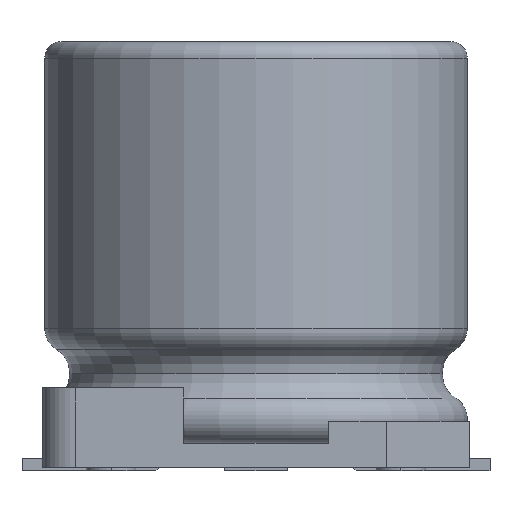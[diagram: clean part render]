
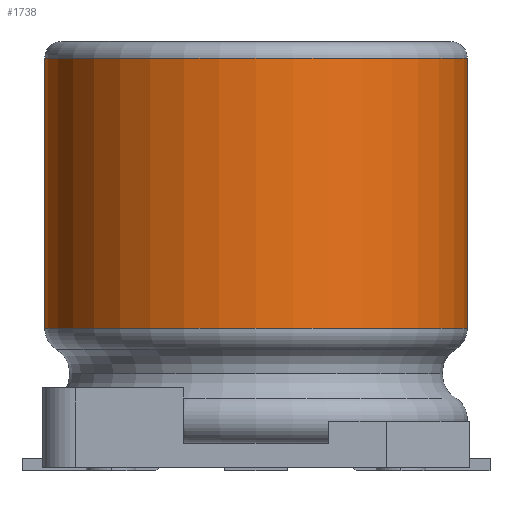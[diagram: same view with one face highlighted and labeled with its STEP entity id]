
A CAD part, front view. The second image highlights one B-rep face of the part: STEP entity #1738.
In plain terms, the highlighted cylindrical face has radius 5.1 mm (diameter 10.2 mm), a partial arc.
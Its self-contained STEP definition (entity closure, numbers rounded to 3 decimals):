
#149 = EDGE_LOOP ( 'NONE', ( #3084, #9939, #10890, #8606 ) ) ;
#209 = LINE ( 'NONE', #8432, #7346 ) ;
#360 = VECTOR ( 'NONE', #6041, 1000. ) ;
#1469 = CARTESIAN_POINT ( 'NONE',  ( 6.923, 0., 0. ) ) ;
#1738 = ADVANCED_FACE ( 'NONE', ( #8857 ), #14693, .T. ) ;
#2453 = CARTESIAN_POINT ( 'NONE',  ( 6.923, 0., 5.1 ) ) ;
#2483 = DIRECTION ( 'NONE',  ( 0., 0., 1. ) ) ;
#3084 = ORIENTED_EDGE ( 'NONE', *, *, #8746, .F. ) ;
#3405 = AXIS2_PLACEMENT_3D ( 'NONE', #7946, #6868, #5583 ) ;
#3526 = CARTESIAN_POINT ( 'NONE',  ( 0.4, 0., -5.1 ) ) ;
#3782 = EDGE_CURVE ( 'NONE', #12049, #11976, #11347, .T. ) ;
#4545 = LINE ( 'NONE', #7073, #360 ) ;
#5301 = EDGE_CURVE ( 'NONE', #6401, #9135, #10980, .T. ) ;
#5583 = DIRECTION ( 'NONE',  ( 0., 0., 1. ) ) ;
#5996 = DIRECTION ( 'NONE',  ( 0., 0., -1. ) ) ;
#6041 = DIRECTION ( 'NONE',  ( -1., 0., 0. ) ) ;
#6401 = VERTEX_POINT ( 'NONE', #11174 ) ;
#6868 = DIRECTION ( 'NONE',  ( -1., 0., 0. ) ) ;
#7073 = CARTESIAN_POINT ( 'NONE',  ( 0., 0., -5.1 ) ) ;
#7346 = VECTOR ( 'NONE', #14189, 1000. ) ;
#7946 = CARTESIAN_POINT ( 'NONE',  ( 0., 0., 0. ) ) ;
#8128 = CARTESIAN_POINT ( 'NONE',  ( 0.4, 0., 0. ) ) ;
#8432 = CARTESIAN_POINT ( 'NONE',  ( 0., 0., 5.1 ) ) ;
#8606 = ORIENTED_EDGE ( 'NONE', *, *, #5301, .T. ) ;
#8746 = EDGE_CURVE ( 'NONE', #12049, #9135, #4545, .T. ) ;
#8857 = FACE_OUTER_BOUND ( 'NONE', #149, .T. ) ;
#9135 = VERTEX_POINT ( 'NONE', #3526 ) ;
#9939 = ORIENTED_EDGE ( 'NONE', *, *, #3782, .T. ) ;
#10083 = AXIS2_PLACEMENT_3D ( 'NONE', #8128, #14137, #5996 ) ;
#10890 = ORIENTED_EDGE ( 'NONE', *, *, #13987, .T. ) ;
#10980 = CIRCLE ( 'NONE', #10083, 5.1 ) ;
#11174 = CARTESIAN_POINT ( 'NONE',  ( 0.4, 0., 5.1 ) ) ;
#11347 = CIRCLE ( 'NONE', #12181, 5.1 ) ;
#11976 = VERTEX_POINT ( 'NONE', #2453 ) ;
#12049 = VERTEX_POINT ( 'NONE', #13490 ) ;
#12181 = AXIS2_PLACEMENT_3D ( 'NONE', #1469, #14307, #2483 ) ;
#13490 = CARTESIAN_POINT ( 'NONE',  ( 6.923, 0., -5.1 ) ) ;
#13987 = EDGE_CURVE ( 'NONE', #11976, #6401, #209, .T. ) ;
#14137 = DIRECTION ( 'NONE',  ( 1., 0., 0. ) ) ;
#14189 = DIRECTION ( 'NONE',  ( -1., 0., 0. ) ) ;
#14307 = DIRECTION ( 'NONE',  ( -1., 0., 0. ) ) ;
#14693 = CYLINDRICAL_SURFACE ( 'NONE', #3405, 5.1 ) ;
